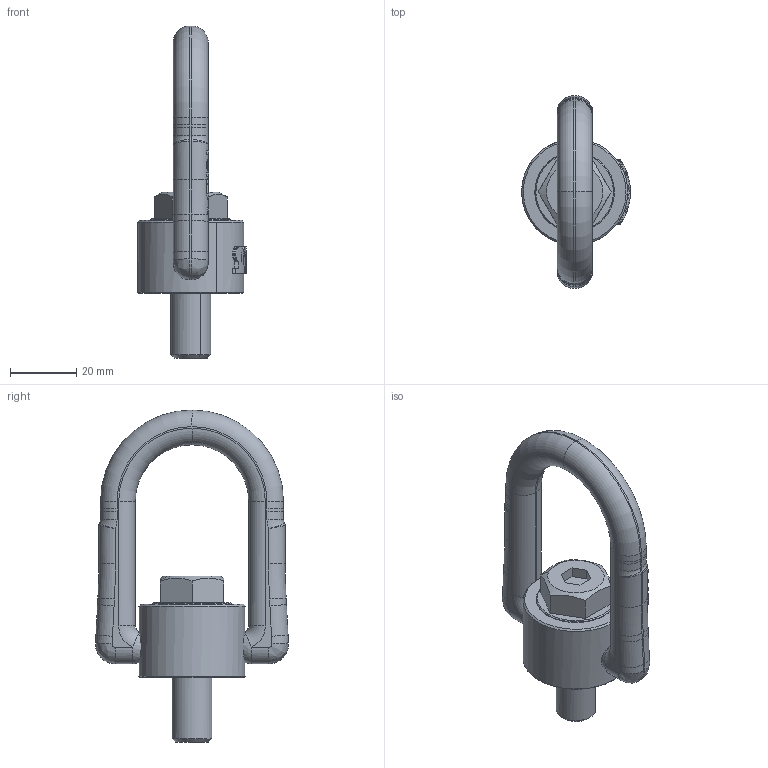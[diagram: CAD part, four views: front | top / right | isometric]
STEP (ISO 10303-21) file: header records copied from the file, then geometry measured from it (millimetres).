
FILE_DESCRIPTION(('CATIA V5 STEP Exchange'),'2;1');
FILE_NAME('8-231-010.stp','2014-01-10T00:26:35+00:00',('none'),('none'),'CATIA Version 5 Release 21 GA (IN-10)','CATIA V5 STEP AP203','none');
FILE_SCHEMA(('CONFIG_CONTROL_DESIGN'));
Length unit declared in the file: millimetre
Products named in the file (1): 8-231-010
Bounding box: 32.8 x 58.16 x 100.1 mm (x, y, z)
Volume: 38256.5 mm3; surface area: 10957 mm2
Topology: 1 solids, 1 shells, 584 faces, 1659 edges, 1084 vertices
Faces by surface type: plane 459, cylinder 75, torus 22, bspline 12, cone 10, sphere 4, extrusion 2
Entity records: 19443 total; most frequent: CARTESIAN_POINT 5964, ORIENTED_EDGE 3310, DIRECTION 1967, EDGE_CURVE 1655, VERTEX_POINT 1084, VECTOR 822, LINE 820, AXIS2_PLACEMENT_3D 681
